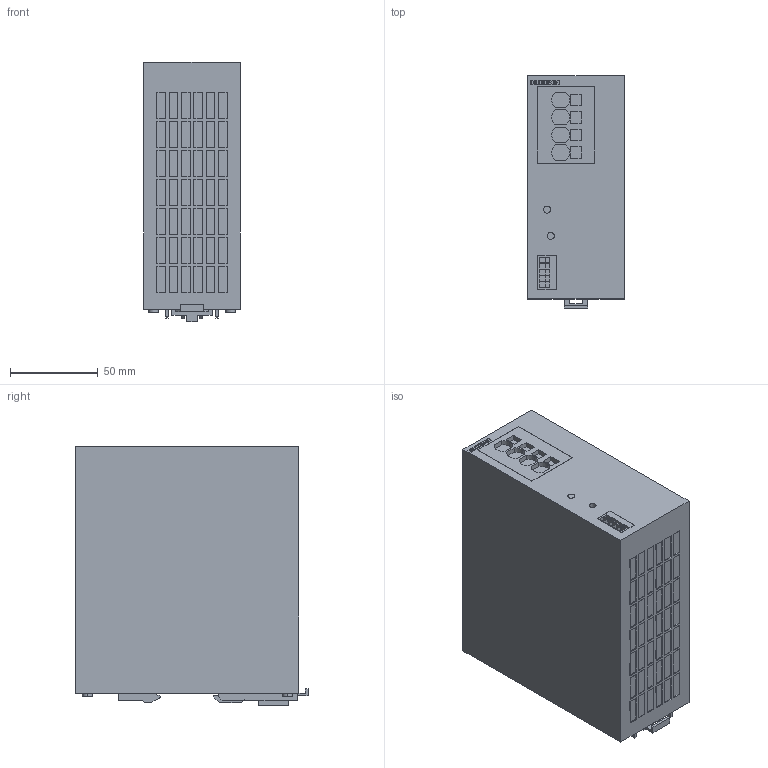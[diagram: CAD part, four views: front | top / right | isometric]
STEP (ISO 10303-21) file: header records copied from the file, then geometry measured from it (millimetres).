
FILE_DESCRIPTION (( 'STEP AP214' ), '1' );
FILE_NAME ('1032722.STEP', '2025-05-08T11:45:46', ( '' ), ( '' ), 'SwSTEP 2.0', 'SolidWorks 2022', '' );
FILE_SCHEMA (( 'AUTOMOTIVE_DESIGN' ));
Length unit declared in the file: millimetre
Products named in the file (1): 1032722
Bounding box: 55 x 132.2 x 147.5 mm (x, y, z)
Volume: 980738.5 mm3; surface area: 70272.9 mm2
Topology: 1 solids, 1 shells, 818 faces, 2069 edges, 1378 vertices
Faces by surface type: plane 786, cylinder 32
Entity records: 24143 total; most frequent: CARTESIAN_POINT 4266, ORIENTED_EDGE 4138, DIRECTION 3771, EDGE_CURVE 2069, LINE 2005, VECTOR 2005, VERTEX_POINT 1378, EDGE_LOOP 945
